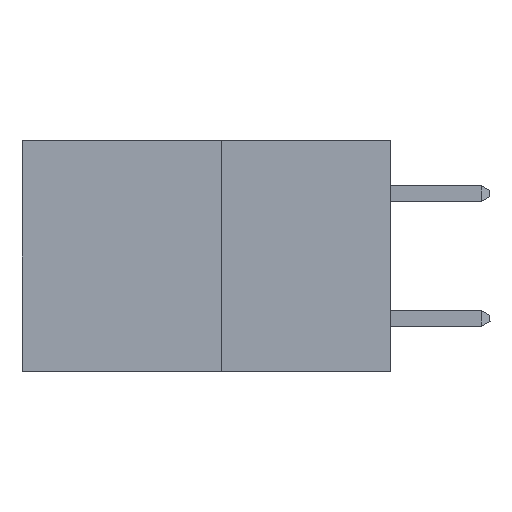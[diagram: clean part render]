
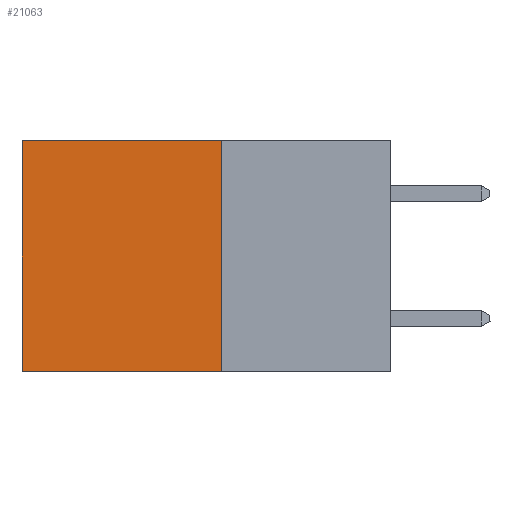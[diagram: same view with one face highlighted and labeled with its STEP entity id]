
A CAD part, left-side view. The second image highlights one B-rep face of the part: STEP entity #21063.
In plain terms, the highlighted planar face has unit normal (-1, 0, 0).
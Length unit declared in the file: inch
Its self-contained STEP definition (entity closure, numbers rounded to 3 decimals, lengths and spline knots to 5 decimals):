
#171 = ORIENTED_EDGE ( 'NONE', *, *, #8962, .F. ) ;
#376 = DIRECTION ( 'NONE',  ( 0., 0., -1. ) ) ;
#3883 = PLANE ( 'NONE',  #22565 ) ;
#4434 = VERTEX_POINT ( 'NONE', #12134 ) ;
#4536 = FACE_OUTER_BOUND ( 'NONE', #13903, .T. ) ;
#6831 = VERTEX_POINT ( 'NONE', #8324 ) ;
#8126 = EDGE_CURVE ( 'NONE', #17190, #4434, #20193, .T. ) ;
#8324 = CARTESIAN_POINT ( 'NONE',  ( 0.277, 0.27, -0.37 ) ) ;
#8962 = EDGE_CURVE ( 'NONE', #6831, #34284, #15512, .T. ) ;
#9274 = DIRECTION ( 'NONE',  ( 0., 0., -1. ) ) ;
#9369 = ORIENTED_EDGE ( 'NONE', *, *, #30319, .F. ) ;
#10104 = EDGE_CURVE ( 'NONE', #4434, #34284, #20465, .T. ) ;
#11463 = CARTESIAN_POINT ( 'NONE',  ( 0.277, 0.27, -0.37 ) ) ;
#12134 = CARTESIAN_POINT ( 'NONE',  ( 0.277, 0.59, 0. ) ) ;
#12665 = CARTESIAN_POINT ( 'NONE',  ( 0.277, 0.27, -0.37 ) ) ;
#13744 = ORIENTED_EDGE ( 'NONE', *, *, #8126, .T. ) ;
#13903 = EDGE_LOOP ( 'NONE', ( #34760, #171, #9369, #13744 ) ) ;
#14667 = VECTOR ( 'NONE', #30176, 39.37008 ) ;
#15512 = LINE ( 'NONE', #11463, #14667 ) ;
#16430 = CARTESIAN_POINT ( 'NONE',  ( 0.277, 0.59, -0.37 ) ) ;
#17190 = VERTEX_POINT ( 'NONE', #25880 ) ;
#18744 = LINE ( 'NONE', #12665, #25936 ) ;
#19239 = DIRECTION ( 'NONE',  ( 0., 1., 0. ) ) ;
#20193 = LINE ( 'NONE', #32695, #26516 ) ;
#20465 = LINE ( 'NONE', #16430, #33952 ) ;
#21063 = ADVANCED_FACE ( 'NONE', ( #4536 ), #3883, .F. ) ;
#22565 = AXIS2_PLACEMENT_3D ( 'NONE', #22651, #25372, #9274 ) ;
#22651 = CARTESIAN_POINT ( 'NONE',  ( 0.277, 0.27, -0.37 ) ) ;
#23382 = DIRECTION ( 'NONE',  ( 0., 0., -1. ) ) ;
#25372 = DIRECTION ( 'NONE',  ( 1., 0., 0. ) ) ;
#25880 = CARTESIAN_POINT ( 'NONE',  ( 0.277, 0.27, 0. ) ) ;
#25936 = VECTOR ( 'NONE', #23382, 39.37008 ) ;
#26516 = VECTOR ( 'NONE', #19239, 39.37008 ) ;
#30176 = DIRECTION ( 'NONE',  ( 0., 1., 0. ) ) ;
#30319 = EDGE_CURVE ( 'NONE', #17190, #6831, #18744, .T. ) ;
#32695 = CARTESIAN_POINT ( 'NONE',  ( 0.277, 0.27, 0. ) ) ;
#33952 = VECTOR ( 'NONE', #376, 39.37008 ) ;
#34284 = VERTEX_POINT ( 'NONE', #34408 ) ;
#34408 = CARTESIAN_POINT ( 'NONE',  ( 0.277, 0.59, -0.37 ) ) ;
#34760 = ORIENTED_EDGE ( 'NONE', *, *, #10104, .T. ) ;
